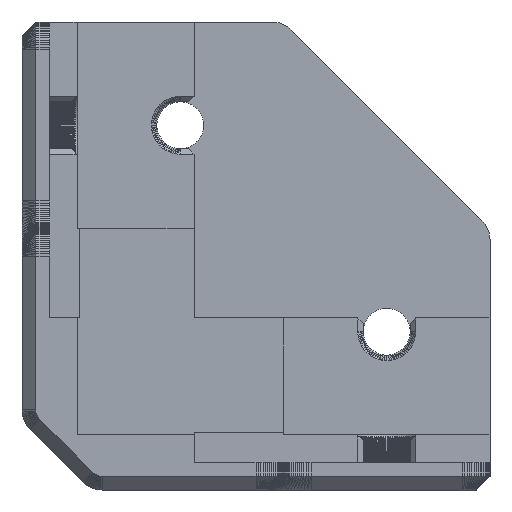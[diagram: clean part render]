
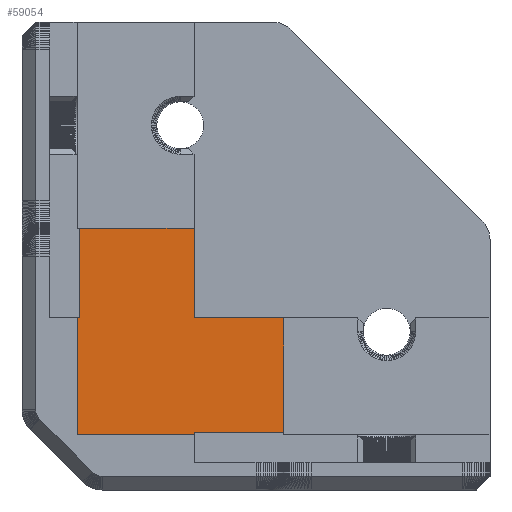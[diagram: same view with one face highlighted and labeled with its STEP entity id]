
A CAD part, front view. The second image highlights one B-rep face of the part: STEP entity #59054.
In plain terms, the highlighted planar face has unit normal (0, -1, 0).
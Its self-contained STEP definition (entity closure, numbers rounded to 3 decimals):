
#28265 = VERTEX_POINT('',#28266);
#28266 = CARTESIAN_POINT('',(12.5,70.,12.534));
#28297 = VERTEX_POINT('',#28298);
#28298 = CARTESIAN_POINT('',(12.5,70.,19.));
#28304 = EDGE_CURVE('',#28297,#28265,#28305,.T.);
#28305 = LINE('',#28306,#28307);
#28306 = CARTESIAN_POINT('',(12.5,70.,19.));
#28307 = VECTOR('',#28308,1.);
#28308 = DIRECTION('',(0.,0.,-1.));
#41968 = VERTEX_POINT('',#41969);
#41969 = CARTESIAN_POINT('',(12.5,70.,4.));
#42002 = VERTEX_POINT('',#42003);
#42003 = CARTESIAN_POINT('',(12.5,70.,4.2));
#42009 = EDGE_CURVE('',#41968,#42002,#42010,.T.);
#42010 = LINE('',#42011,#42012);
#42011 = CARTESIAN_POINT('',(12.5,70.,4.));
#42012 = VECTOR('',#42013,1.);
#42013 = DIRECTION('',(0.,0.,1.));
#50310 = EDGE_CURVE('',#41968,#50311,#50313,.T.);
#50311 = VERTEX_POINT('',#50312);
#50312 = CARTESIAN_POINT('',(4.,70.,4.));
#50313 = LINE('',#50314,#50315);
#50314 = CARTESIAN_POINT('',(12.5,70.,4.));
#50315 = VECTOR('',#50316,1.);
#50316 = DIRECTION('',(-1.,0.,0.));
#58676 = EDGE_CURVE('',#50311,#58677,#58679,.T.);
#58677 = VERTEX_POINT('',#58678);
#58678 = CARTESIAN_POINT('',(4.,70.,12.5));
#58679 = LINE('',#58680,#58681);
#58680 = CARTESIAN_POINT('',(4.,70.,4.));
#58681 = VECTOR('',#58682,1.);
#58682 = DIRECTION('',(0.,0.,1.));
#59054 = ADVANCED_FACE('',(#59055),#59121,.T.);
#59055 = FACE_BOUND('',#59056,.T.);
#59056 = EDGE_LOOP('',(#59057,#59058,#59066,#59074,#59080,#59081,#59082,
    #59083,#59091,#59099,#59107,#59115));
#59057 = ORIENTED_EDGE('',*,*,#28304,.F.);
#59058 = ORIENTED_EDGE('',*,*,#59059,.T.);
#59059 = EDGE_CURVE('',#28297,#59060,#59062,.T.);
#59060 = VERTEX_POINT('',#59061);
#59061 = CARTESIAN_POINT('',(4.2,70.,19.));
#59062 = LINE('',#59063,#59064);
#59063 = CARTESIAN_POINT('',(12.5,70.,19.));
#59064 = VECTOR('',#59065,1.);
#59065 = DIRECTION('',(-1.,0.,0.));
#59066 = ORIENTED_EDGE('',*,*,#59067,.T.);
#59067 = EDGE_CURVE('',#59060,#59068,#59070,.T.);
#59068 = VERTEX_POINT('',#59069);
#59069 = CARTESIAN_POINT('',(4.2,70.,12.5));
#59070 = LINE('',#59071,#59072);
#59071 = CARTESIAN_POINT('',(4.2,70.,19.));
#59072 = VECTOR('',#59073,1.);
#59073 = DIRECTION('',(0.,0.,-1.));
#59074 = ORIENTED_EDGE('',*,*,#59075,.T.);
#59075 = EDGE_CURVE('',#59068,#58677,#59076,.T.);
#59076 = LINE('',#59077,#59078);
#59077 = CARTESIAN_POINT('',(4.2,70.,12.5));
#59078 = VECTOR('',#59079,1.);
#59079 = DIRECTION('',(-1.,0.,0.));
#59080 = ORIENTED_EDGE('',*,*,#58676,.F.);
#59081 = ORIENTED_EDGE('',*,*,#50310,.F.);
#59082 = ORIENTED_EDGE('',*,*,#42009,.T.);
#59083 = ORIENTED_EDGE('',*,*,#59084,.T.);
#59084 = EDGE_CURVE('',#42002,#59085,#59087,.T.);
#59085 = VERTEX_POINT('',#59086);
#59086 = CARTESIAN_POINT('',(19.,70.,4.2));
#59087 = LINE('',#59088,#59089);
#59088 = CARTESIAN_POINT('',(12.5,70.,4.2));
#59089 = VECTOR('',#59090,1.);
#59090 = DIRECTION('',(1.,0.,0.));
#59091 = ORIENTED_EDGE('',*,*,#59092,.T.);
#59092 = EDGE_CURVE('',#59085,#59093,#59095,.T.);
#59093 = VERTEX_POINT('',#59094);
#59094 = CARTESIAN_POINT('',(19.,70.,12.5));
#59095 = LINE('',#59096,#59097);
#59096 = CARTESIAN_POINT('',(19.,70.,4.2));
#59097 = VECTOR('',#59098,1.);
#59098 = DIRECTION('',(0.,0.,1.));
#59099 = ORIENTED_EDGE('',*,*,#59100,.T.);
#59100 = EDGE_CURVE('',#59093,#59101,#59103,.T.);
#59101 = VERTEX_POINT('',#59102);
#59102 = CARTESIAN_POINT('',(12.534,70.,12.5));
#59103 = LINE('',#59104,#59105);
#59104 = CARTESIAN_POINT('',(19.,70.,12.5));
#59105 = VECTOR('',#59106,1.);
#59106 = DIRECTION('',(-1.,0.,0.));
#59107 = ORIENTED_EDGE('',*,*,#59108,.T.);
#59108 = EDGE_CURVE('',#59101,#59109,#59111,.T.);
#59109 = VERTEX_POINT('',#59110);
#59110 = CARTESIAN_POINT('',(12.534,70.,12.534));
#59111 = LINE('',#59112,#59113);
#59112 = CARTESIAN_POINT('',(12.534,70.,12.5));
#59113 = VECTOR('',#59114,1.);
#59114 = DIRECTION('',(0.,0.,1.));
#59115 = ORIENTED_EDGE('',*,*,#59116,.T.);
#59116 = EDGE_CURVE('',#59109,#28265,#59117,.T.);
#59117 = LINE('',#59118,#59119);
#59118 = CARTESIAN_POINT('',(12.534,70.,12.534));
#59119 = VECTOR('',#59120,1.);
#59120 = DIRECTION('',(-1.,0.,0.));
#59121 = PLANE('',#59122);
#59122 = AXIS2_PLACEMENT_3D('',#59123,#59124,#59125);
#59123 = CARTESIAN_POINT('',(10.796,70.,10.796));
#59124 = DIRECTION('',(-0.,-1.,-0.));
#59125 = DIRECTION('',(0.,0.,-1.));
